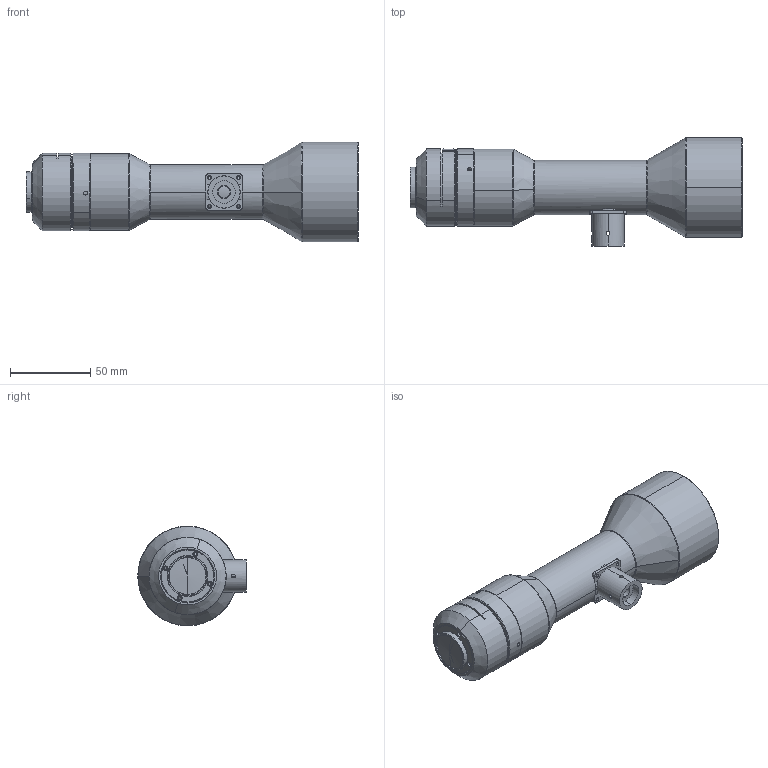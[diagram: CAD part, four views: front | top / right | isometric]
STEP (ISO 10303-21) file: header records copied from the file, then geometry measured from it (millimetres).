
FILE_DESCRIPTION (( 'STEP AP203' ), '1' );
FILE_NAME ('WWK05-220C-111.STEP', '2019-04-17T12:52:14', ( '' ), ( '' ), 'SwSTEP 2.0', 'SolidWorks 2017', '' );
FILE_SCHEMA (( 'CONFIG_CONTROL_DESIGN' ));
Length unit declared in the file: millimetre
Products named in the file (1): WWK05-220C-111
Bounding box: 206.5 x 67.5 x 62 mm (x, y, z)
Volume: 340399.8 mm3; surface area: 38115.3 mm2
Topology: 1 solids, 2 shells, 192 faces, 483 edges, 301 vertices
Faces by surface type: cylinder 98, plane 47, cone 39, bspline 8
Entity records: 6826 total; most frequent: CARTESIAN_POINT 2154, DIRECTION 979, ORIENTED_EDGE 954, EDGE_CURVE 477, AXIS2_PLACEMENT_3D 394, VERTEX_POINT 301, EDGE_LOOP 224, CIRCLE 209
